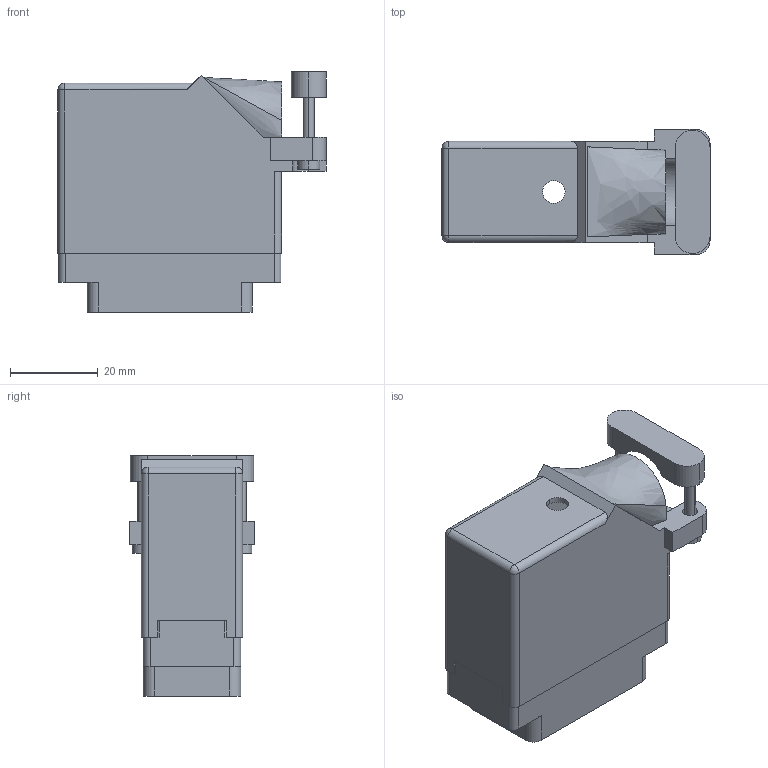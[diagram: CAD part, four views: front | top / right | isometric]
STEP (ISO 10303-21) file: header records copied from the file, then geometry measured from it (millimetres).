
FILE_DESCRIPTION (( 'STEP AP203' ), '1' );
FILE_NAME ('519-036-500-340.STEP', '2020-03-02T21:58:56', ( '' ), ( '' ), 'SwSTEP 2.0', 'SolidWorks 2016', '' );
FILE_SCHEMA (( 'CONFIG_CONTROL_DESIGN' ));
Length unit declared in the file: inch
Products named in the file (4): 519 Plug Insulator_036; 516-230-001_Plastic - 038 Side Entry - Large Clamp; 519-036-500-340; 516-292-001_500 Contact
Assembly tree (38 placements, depth 2):
  519-036-500-340
    519 Plug Insulator_036
    516-292-001_500 Contact  x36
    516-230-001_Plastic - 038 Side Entry - Large Clamp
Bounding box: 61.21 x 28.57 x 54.89 mm (x, y, z)
Volume: 21276.7 mm3; surface area: 32261 mm2
Topology: 38 solids, 38 shells, 3672 faces, 10645 edges, 7068 vertices
Faces by surface type: plane 2208, cylinder 1241, bspline 219, cone 2, sphere 2
Entity records: 35395 total; most frequent: CARTESIAN_POINT 6332, ORIENTED_EDGE 5886, DIRECTION 5720, EDGE_CURVE 2943, VECTOR 2178, LINE 2178, VERTEX_POINT 1958, AXIS2_PLACEMENT_3D 1771
